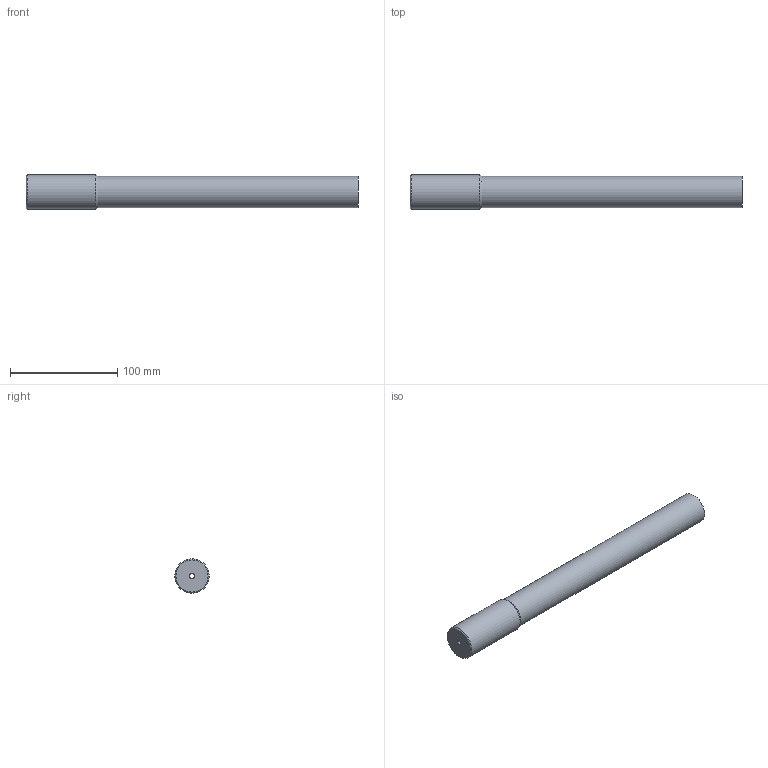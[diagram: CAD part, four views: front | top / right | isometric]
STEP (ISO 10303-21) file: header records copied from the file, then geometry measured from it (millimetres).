
FILE_DESCRIPTION (( 'STEP AP214' ), '1' );
FILE_NAME ('U32.HP5.029.310.STEP', '2020-10-30T13:35:40', ( '' ), ( '' ), 'SwSTEP 2.0', 'SolidWorks 2017', '' );
FILE_SCHEMA (( 'AUTOMOTIVE_DESIGN' ));
Length unit declared in the file: millimetre
Products named in the file (3): U32.HP5.029.310; HP5-ER1.019.036_A; U32-HP5.029.310_A
Assembly tree (2 placements, depth 2):
  U32.HP5.029.310
    U32-HP5.029.310_A
    HP5-ER1.019.036_A
Bounding box: 310 x 32 x 32 mm (x, y, z)
Volume: 204678.4 mm3; surface area: 40183.4 mm2
Topology: 2 solids, 2 shells, 25 faces, 44 edges, 25 vertices
Faces by surface type: cylinder 9, cone 7, plane 6, torus 3
Full cylindrical faces by diameter (mm): 4.2 x2, 14 x1, 17 x1, 17.5 x1, 19 x2, 29 x1, 32 x1
Entity records: 633 total; most frequent: DIRECTION 110, CARTESIAN_POINT 80, AXIS2_PLACEMENT_3D 55, EDGE_LOOP 50, ORIENTED_EDGE 50, FACE_OUTER_BOUND 37, VERTEX_POINT 25, EDGE_CURVE 25
